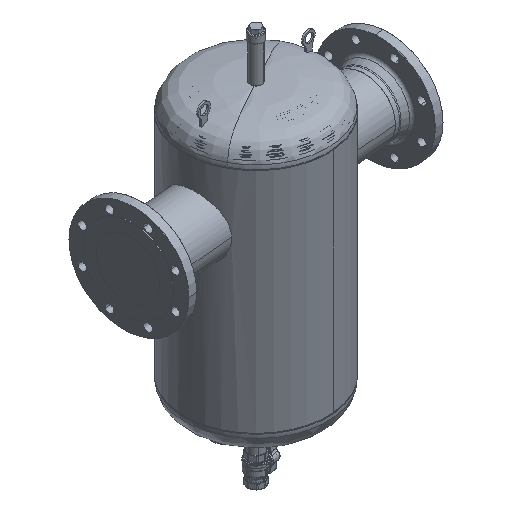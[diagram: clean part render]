
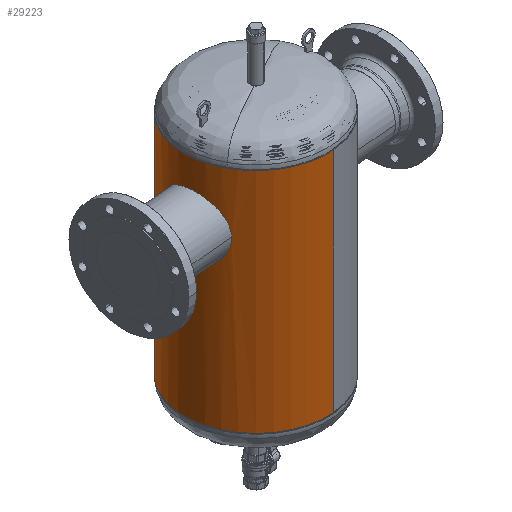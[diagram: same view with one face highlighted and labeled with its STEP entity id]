
A CAD part, isometric view. The second image highlights one B-rep face of the part: STEP entity #29223.
In plain terms, the highlighted cylindrical face has radius 161.95 mm (diameter 323.9 mm), a partial arc.
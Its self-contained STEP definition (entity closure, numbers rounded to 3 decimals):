
#28885=CARTESIAN_POINT('Axis2P3D Location',(139.04,0.,-378.5)) ;
#28889=CARTESIAN_POINT('Vertex',(124.925,161.334,-378.5)) ;
#28891=CARTESIAN_POINT('Vertex',(153.155,-161.334,-378.5)) ;
#28931=CARTESIAN_POINT('Vertex',(153.155,-161.334,134.5)) ;
#28933=CARTESIAN_POINT('Vertex',(124.925,161.334,134.5)) ;
#28936=CARTESIAN_POINT('Axis2P3D Location',(139.04,0.,134.5)) ;
#29136=CARTESIAN_POINT('Axis2P3D Location',(139.04,0.,-122.)) ;
#29141=CARTESIAN_POINT('Line Origine',(124.925,161.334,-122.)) ;
#29146=CARTESIAN_POINT('Line Origine',(153.155,-161.334,-122.)) ;
#29158=CARTESIAN_POINT('Control Point',(-22.293,-14.115,71.4)) ;
#29159=CARTESIAN_POINT('Control Point',(-22.687,-9.615,71.4)) ;
#29160=CARTESIAN_POINT('Control Point',(-22.924,-5.101,71.043)) ;
#29161=CARTESIAN_POINT('Control Point',(-23.,-0.619,70.328)) ;
#29162=CARTESIAN_POINT('Control Point',(-22.852,7.826,68.295)) ;
#29163=CARTESIAN_POINT('Control Point',(-22.2,15.856,65.055)) ;
#29164=CARTESIAN_POINT('Control Point',(-21.785,19.573,63.242)) ;
#29165=CARTESIAN_POINT('Control Point',(-20.697,27.338,58.762)) ;
#29166=CARTESIAN_POINT('Control Point',(-19.299,34.317,53.189)) ;
#29167=CARTESIAN_POINT('Control Point',(-18.485,37.828,49.884)) ;
#29168=CARTESIAN_POINT('Control Point',(-16.357,46.035,40.785)) ;
#29169=CARTESIAN_POINT('Control Point',(-14.329,52.205,30.112)) ;
#29170=CARTESIAN_POINT('Control Point',(-13.269,55.105,23.145)) ;
#29171=CARTESIAN_POINT('Control Point',(-12.196,57.936,12.406)) ;
#29172=CARTESIAN_POINT('Control Point',(-11.943,58.581,1.361)) ;
#29173=CARTESIAN_POINT('Control Point',(-11.951,58.56,-2.163)) ;
#29174=CARTESIAN_POINT('Control Point',(-12.242,57.816,-12.778)) ;
#29175=CARTESIAN_POINT('Control Point',(-13.285,55.056,-23.084)) ;
#29176=CARTESIAN_POINT('Control Point',(-14.272,52.346,-29.665)) ;
#29177=CARTESIAN_POINT('Control Point',(-16.248,46.368,-40.272)) ;
#29178=CARTESIAN_POINT('Control Point',(-18.359,38.373,-49.37)) ;
#29179=CARTESIAN_POINT('Control Point',(-19.225,34.693,-52.892)) ;
#29180=CARTESIAN_POINT('Control Point',(-20.725,27.264,-58.87)) ;
#29181=CARTESIAN_POINT('Control Point',(-21.872,18.939,-63.602)) ;
#29182=CARTESIAN_POINT('Control Point',(-22.304,14.895,-65.515)) ;
#29183=CARTESIAN_POINT('Control Point',(-22.899,6.813,-68.61)) ;
#29184=CARTESIAN_POINT('Control Point',(-22.98,-1.652,-70.487)) ;
#29185=CARTESIAN_POINT('Control Point',(-22.887,-5.794,-71.096)) ;
#29186=CARTESIAN_POINT('Control Point',(-22.657,-9.96,-71.4)) ;
#29187=CARTESIAN_POINT('Control Point',(-22.293,-14.115,-71.4)) ;
#29188=CARTESIAN_POINT('Vertex',(-22.293,-14.115,71.4)) ;
#29190=CARTESIAN_POINT('Vertex',(-22.293,-14.115,-71.4)) ;
#29194=CARTESIAN_POINT('Control Point',(-22.293,-14.115,-71.4)) ;
#29195=CARTESIAN_POINT('Control Point',(-21.578,-22.292,-71.4)) ;
#29196=CARTESIAN_POINT('Control Point',(-20.345,-30.423,-70.221)) ;
#29197=CARTESIAN_POINT('Control Point',(-18.616,-38.233,-67.86)) ;
#29198=CARTESIAN_POINT('Control Point',(-15.172,-50.306,-62.191)) ;
#29199=CARTESIAN_POINT('Control Point',(-11.261,-60.536,-53.961)) ;
#29200=CARTESIAN_POINT('Control Point',(-9.679,-64.283,-50.311)) ;
#29201=CARTESIAN_POINT('Control Point',(-5.989,-72.361,-40.816)) ;
#29202=CARTESIAN_POINT('Control Point',(-2.813,-78.259,-29.616)) ;
#29203=CARTESIAN_POINT('Control Point',(-1.292,-80.878,-22.636)) ;
#29204=CARTESIAN_POINT('Control Point',(0.213,-83.401,-11.887)) ;
#29205=CARTESIAN_POINT('Control Point',(0.528,-83.916,-0.85)) ;
#29206=CARTESIAN_POINT('Control Point',(0.501,-83.874,2.672)) ;
#29207=CARTESIAN_POINT('Control Point',(0.042,-83.119,13.291)) ;
#29208=CARTESIAN_POINT('Control Point',(-1.505,-80.508,23.584)) ;
#29209=CARTESIAN_POINT('Control Point',(-2.972,-77.961,30.154)) ;
#29210=CARTESIAN_POINT('Control Point',(-6.057,-72.203,40.971)) ;
#29211=CARTESIAN_POINT('Control Point',(-9.63,-64.396,50.192)) ;
#29212=CARTESIAN_POINT('Control Point',(-11.21,-60.661,53.847)) ;
#29213=CARTESIAN_POINT('Control Point',(-15.133,-50.428,62.122)) ;
#29214=CARTESIAN_POINT('Control Point',(-18.593,-38.338,67.828)) ;
#29215=CARTESIAN_POINT('Control Point',(-20.334,-30.496,70.21)) ;
#29216=CARTESIAN_POINT('Control Point',(-21.575,-22.328,71.4)) ;
#29217=CARTESIAN_POINT('Control Point',(-22.293,-14.115,71.4)) ;
#29143=VECTOR('Line Direction',#29142,1.) ;
#29148=VECTOR('Line Direction',#29147,1.) ;
#28886=DIRECTION('Axis2P3D Direction',(0.,0.,1.)) ;
#28937=DIRECTION('Axis2P3D Direction',(0.,0.,1.)) ;
#29137=DIRECTION('Axis2P3D Direction',(0.,0.,1.)) ;
#29138=DIRECTION('Axis2P3D XDirection',(-0.087,0.996,0.)) ;
#29142=DIRECTION('Vector Direction',(0.,0.,1.)) ;
#29147=DIRECTION('Vector Direction',(0.,0.,1.)) ;
#28887=AXIS2_PLACEMENT_3D('Circle Axis2P3D',#28885,#28886,$) ;
#28938=AXIS2_PLACEMENT_3D('Circle Axis2P3D',#28936,#28937,$) ;
#29139=AXIS2_PLACEMENT_3D('Cylinder Axis2P3D',#29136,#29137,#29138) ;
#29144=LINE('Line',#29141,#29143) ;
#29149=LINE('Line',#29146,#29148) ;
#28888=CIRCLE('generated circle',#28887,161.95) ;
#28939=CIRCLE('generated circle',#28938,161.95) ;
#29140=CYLINDRICAL_SURFACE('generated cylinder',#29139,161.95) ;
#29222=FACE_BOUND('',#29219,.T.) ;
#28893=EDGE_CURVE('',#28890,#28892,#28888,.T.) ;
#28940=EDGE_CURVE('',#28934,#28932,#28939,.T.) ;
#29145=EDGE_CURVE('',#28890,#28934,#29144,.T.) ;
#29150=EDGE_CURVE('',#28892,#28932,#29149,.T.) ;
#29192=EDGE_CURVE('',#29189,#29191,#29157,.T.) ;
#29218=EDGE_CURVE('',#29191,#29189,#29193,.T.) ;
#29152=ORIENTED_EDGE('',*,*,#29145,.F.) ;
#29153=ORIENTED_EDGE('',*,*,#28893,.T.) ;
#29154=ORIENTED_EDGE('',*,*,#29150,.T.) ;
#29155=ORIENTED_EDGE('',*,*,#28940,.F.) ;
#29220=ORIENTED_EDGE('',*,*,#29192,.F.) ;
#29221=ORIENTED_EDGE('',*,*,#29218,.F.) ;
#29151=EDGE_LOOP('',(#29152,#29153,#29154,#29155)) ;
#29219=EDGE_LOOP('',(#29220,#29221)) ;
#28890=VERTEX_POINT('',#28889) ;
#28892=VERTEX_POINT('',#28891) ;
#28932=VERTEX_POINT('',#28931) ;
#28934=VERTEX_POINT('',#28933) ;
#29189=VERTEX_POINT('',#29188) ;
#29191=VERTEX_POINT('',#29190) ;
#29223=ADVANCED_FACE('49626.1\\UW002391.1\\PartBody',(#29156,#29222),#29140,.T.) ;
#29157=B_SPLINE_CURVE_WITH_KNOTS('',5,(#29158,#29159,#29160,#29161,#29162,#29163,#29164,#29165,#29166,#29167,#29168,#29169,#29170,#29171,#29172,#29173,#29174,#29175,#29176,#29177,#29178,#29179,#29180,#29181,#29182,#29183,#29184,#29185,#29186,#29187),.UNSPECIFIED.,.F.,.U.,(6,3,3,3,3,3,3,3,3,6),(0.,31.942,61.224,95.644,148.873,173.717,223.972,260.323,291.968,321.457),.UNSPECIFIED.) ;
#29193=B_SPLINE_CURVE_WITH_KNOTS('',5,(#29194,#29195,#29196,#29197,#29198,#29199,#29200,#29201,#29202,#29203,#29204,#29205,#29206,#29207,#29208,#29209,#29210,#29211,#29212,#29213,#29214,#29215,#29216,#29217),.UNSPECIFIED.,.F.,.U.,(6,3,3,3,3,3,3,6),(321.457,379.496,417.913,471.051,495.889,546.225,584.612,642.911),.UNSPECIFIED.) ;
#29156=FACE_OUTER_BOUND('',#29151,.T.) ;
